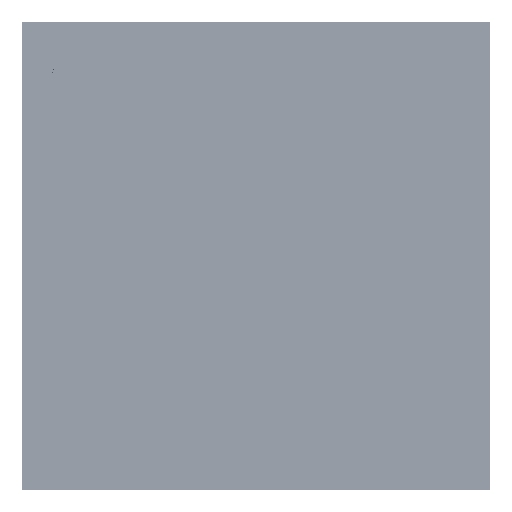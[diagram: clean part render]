
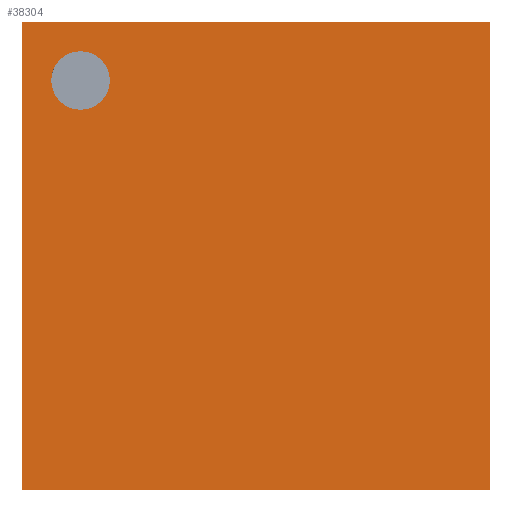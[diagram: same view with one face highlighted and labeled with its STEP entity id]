
A CAD part, top view. The second image highlights one B-rep face of the part: STEP entity #38304.
In plain terms, the highlighted planar face has unit normal (0, 0, 1).
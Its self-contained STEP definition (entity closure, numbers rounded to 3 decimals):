
#38115 = VERTEX_POINT('',#38116);
#38116 = CARTESIAN_POINT('',(-11.5,-11.5,1.89));
#38123 = PLANE('',#38124);
#38124 = AXIS2_PLACEMENT_3D('',#38125,#38126,#38127);
#38125 = CARTESIAN_POINT('',(-11.5,-11.5,0.36));
#38126 = DIRECTION('',(1.,0.,0.));
#38127 = DIRECTION('',(0.,0.,1.));
#38135 = PLANE('',#38136);
#38136 = AXIS2_PLACEMENT_3D('',#38137,#38138,#38139);
#38137 = CARTESIAN_POINT('',(-11.5,-11.5,0.36));
#38138 = DIRECTION('',(0.,1.,0.));
#38139 = DIRECTION('',(0.,0.,1.));
#38176 = VERTEX_POINT('',#38177);
#38177 = CARTESIAN_POINT('',(-11.5,11.5,1.89));
#38191 = PLANE('',#38192);
#38192 = AXIS2_PLACEMENT_3D('',#38193,#38194,#38195);
#38193 = CARTESIAN_POINT('',(-11.5,11.5,0.36));
#38194 = DIRECTION('',(0.,1.,0.));
#38195 = DIRECTION('',(0.,0.,1.));
#38203 = EDGE_CURVE('',#38115,#38176,#38204,.T.);
#38204 = SURFACE_CURVE('',#38205,(#38209,#38216),.PCURVE_S1.);
#38205 = LINE('',#38206,#38207);
#38206 = CARTESIAN_POINT('',(-11.5,-11.5,1.89));
#38207 = VECTOR('',#38208,1.);
#38208 = DIRECTION('',(0.,1.,0.));
#38209 = PCURVE('',#38123,#38210);
#38210 = DEFINITIONAL_REPRESENTATION('',(#38211),#38215);
#38211 = LINE('',#38212,#38213);
#38212 = CARTESIAN_POINT('',(1.53,0.));
#38213 = VECTOR('',#38214,1.);
#38214 = DIRECTION('',(0.,-1.));
#38215 = ( GEOMETRIC_REPRESENTATION_CONTEXT(2) 
PARAMETRIC_REPRESENTATION_CONTEXT() REPRESENTATION_CONTEXT('2D SPACE',''
  ) );
#38216 = PCURVE('',#38217,#38222);
#38217 = PLANE('',#38218);
#38218 = AXIS2_PLACEMENT_3D('',#38219,#38220,#38221);
#38219 = CARTESIAN_POINT('',(-11.5,-11.5,1.89));
#38220 = DIRECTION('',(0.,0.,1.));
#38221 = DIRECTION('',(1.,0.,0.));
#38222 = DEFINITIONAL_REPRESENTATION('',(#38223),#38227);
#38223 = LINE('',#38224,#38225);
#38224 = CARTESIAN_POINT('',(0.,0.));
#38225 = VECTOR('',#38226,1.);
#38226 = DIRECTION('',(0.,1.));
#38227 = ( GEOMETRIC_REPRESENTATION_CONTEXT(2) 
PARAMETRIC_REPRESENTATION_CONTEXT() REPRESENTATION_CONTEXT('2D SPACE',''
  ) );
#38256 = EDGE_CURVE('',#38115,#38257,#38259,.T.);
#38257 = VERTEX_POINT('',#38258);
#38258 = CARTESIAN_POINT('',(11.5,-11.5,1.89));
#38259 = SURFACE_CURVE('',#38260,(#38264,#38271),.PCURVE_S1.);
#38260 = LINE('',#38261,#38262);
#38261 = CARTESIAN_POINT('',(-11.5,-11.5,1.89));
#38262 = VECTOR('',#38263,1.);
#38263 = DIRECTION('',(1.,0.,0.));
#38264 = PCURVE('',#38135,#38265);
#38265 = DEFINITIONAL_REPRESENTATION('',(#38266),#38270);
#38266 = LINE('',#38267,#38268);
#38267 = CARTESIAN_POINT('',(1.53,0.));
#38268 = VECTOR('',#38269,1.);
#38269 = DIRECTION('',(0.,1.));
#38270 = ( GEOMETRIC_REPRESENTATION_CONTEXT(2) 
PARAMETRIC_REPRESENTATION_CONTEXT() REPRESENTATION_CONTEXT('2D SPACE',''
  ) );
#38271 = PCURVE('',#38217,#38272);
#38272 = DEFINITIONAL_REPRESENTATION('',(#38273),#38277);
#38273 = LINE('',#38274,#38275);
#38274 = CARTESIAN_POINT('',(0.,0.));
#38275 = VECTOR('',#38276,1.);
#38276 = DIRECTION('',(1.,0.));
#38277 = ( GEOMETRIC_REPRESENTATION_CONTEXT(2) 
PARAMETRIC_REPRESENTATION_CONTEXT() REPRESENTATION_CONTEXT('2D SPACE',''
  ) );
#38293 = PLANE('',#38294);
#38294 = AXIS2_PLACEMENT_3D('',#38295,#38296,#38297);
#38295 = CARTESIAN_POINT('',(11.5,-11.5,0.36));
#38296 = DIRECTION('',(1.,0.,0.));
#38297 = DIRECTION('',(0.,0.,1.));
#38304 = ADVANCED_FACE('',(#38305,#38353),#38217,.T.);
#38305 = FACE_BOUND('',#38306,.T.);
#38306 = EDGE_LOOP('',(#38307,#38308,#38309,#38332));
#38307 = ORIENTED_EDGE('',*,*,#38203,.F.);
#38308 = ORIENTED_EDGE('',*,*,#38256,.T.);
#38309 = ORIENTED_EDGE('',*,*,#38310,.T.);
#38310 = EDGE_CURVE('',#38257,#38311,#38313,.T.);
#38311 = VERTEX_POINT('',#38312);
#38312 = CARTESIAN_POINT('',(11.5,11.5,1.89));
#38313 = SURFACE_CURVE('',#38314,(#38318,#38325),.PCURVE_S1.);
#38314 = LINE('',#38315,#38316);
#38315 = CARTESIAN_POINT('',(11.5,-11.5,1.89));
#38316 = VECTOR('',#38317,1.);
#38317 = DIRECTION('',(0.,1.,0.));
#38318 = PCURVE('',#38217,#38319);
#38319 = DEFINITIONAL_REPRESENTATION('',(#38320),#38324);
#38320 = LINE('',#38321,#38322);
#38321 = CARTESIAN_POINT('',(23.,0.));
#38322 = VECTOR('',#38323,1.);
#38323 = DIRECTION('',(0.,1.));
#38324 = ( GEOMETRIC_REPRESENTATION_CONTEXT(2) 
PARAMETRIC_REPRESENTATION_CONTEXT() REPRESENTATION_CONTEXT('2D SPACE',''
  ) );
#38325 = PCURVE('',#38293,#38326);
#38326 = DEFINITIONAL_REPRESENTATION('',(#38327),#38331);
#38327 = LINE('',#38328,#38329);
#38328 = CARTESIAN_POINT('',(1.53,0.));
#38329 = VECTOR('',#38330,1.);
#38330 = DIRECTION('',(0.,-1.));
#38331 = ( GEOMETRIC_REPRESENTATION_CONTEXT(2) 
PARAMETRIC_REPRESENTATION_CONTEXT() REPRESENTATION_CONTEXT('2D SPACE',''
  ) );
#38332 = ORIENTED_EDGE('',*,*,#38333,.F.);
#38333 = EDGE_CURVE('',#38176,#38311,#38334,.T.);
#38334 = SURFACE_CURVE('',#38335,(#38339,#38346),.PCURVE_S1.);
#38335 = LINE('',#38336,#38337);
#38336 = CARTESIAN_POINT('',(-11.5,11.5,1.89));
#38337 = VECTOR('',#38338,1.);
#38338 = DIRECTION('',(1.,0.,0.));
#38339 = PCURVE('',#38217,#38340);
#38340 = DEFINITIONAL_REPRESENTATION('',(#38341),#38345);
#38341 = LINE('',#38342,#38343);
#38342 = CARTESIAN_POINT('',(0.,23.));
#38343 = VECTOR('',#38344,1.);
#38344 = DIRECTION('',(1.,0.));
#38345 = ( GEOMETRIC_REPRESENTATION_CONTEXT(2) 
PARAMETRIC_REPRESENTATION_CONTEXT() REPRESENTATION_CONTEXT('2D SPACE',''
  ) );
#38346 = PCURVE('',#38191,#38347);
#38347 = DEFINITIONAL_REPRESENTATION('',(#38348),#38352);
#38348 = LINE('',#38349,#38350);
#38349 = CARTESIAN_POINT('',(1.53,0.));
#38350 = VECTOR('',#38351,1.);
#38351 = DIRECTION('',(0.,1.));
#38352 = ( GEOMETRIC_REPRESENTATION_CONTEXT(2) 
PARAMETRIC_REPRESENTATION_CONTEXT() REPRESENTATION_CONTEXT('2D SPACE',''
  ) );
#38353 = FACE_BOUND('',#38354,.T.);
#38354 = EDGE_LOOP('',(#38355));
#38355 = ORIENTED_EDGE('',*,*,#38356,.F.);
#38356 = EDGE_CURVE('',#38357,#38357,#38359,.T.);
#38357 = VERTEX_POINT('',#38358);
#38358 = CARTESIAN_POINT('',(-7.188,8.625,1.89));
#38359 = SURFACE_CURVE('',#38360,(#38365,#38372),.PCURVE_S1.);
#38360 = CIRCLE('',#38361,1.438);
#38361 = AXIS2_PLACEMENT_3D('',#38362,#38363,#38364);
#38362 = CARTESIAN_POINT('',(-8.625,8.625,1.89));
#38363 = DIRECTION('',(0.,0.,1.));
#38364 = DIRECTION('',(1.,0.,0.));
#38365 = PCURVE('',#38217,#38366);
#38366 = DEFINITIONAL_REPRESENTATION('',(#38367),#38371);
#38367 = CIRCLE('',#38368,1.438);
#38368 = AXIS2_PLACEMENT_2D('',#38369,#38370);
#38369 = CARTESIAN_POINT('',(2.875,20.125));
#38370 = DIRECTION('',(1.,0.));
#38371 = ( GEOMETRIC_REPRESENTATION_CONTEXT(2) 
PARAMETRIC_REPRESENTATION_CONTEXT() REPRESENTATION_CONTEXT('2D SPACE',''
  ) );
#38372 = PCURVE('',#38373,#38378);
#38373 = CYLINDRICAL_SURFACE('',#38374,1.438);
#38374 = AXIS2_PLACEMENT_3D('',#38375,#38376,#38377);
#38375 = CARTESIAN_POINT('',(-8.625,8.625,1.701));
#38376 = DIRECTION('',(0.,0.,1.));
#38377 = DIRECTION('',(1.,0.,0.));
#38378 = DEFINITIONAL_REPRESENTATION('',(#38379),#38383);
#38379 = LINE('',#38380,#38381);
#38380 = CARTESIAN_POINT('',(0.,0.189));
#38381 = VECTOR('',#38382,1.);
#38382 = DIRECTION('',(1.,0.));
#38383 = ( GEOMETRIC_REPRESENTATION_CONTEXT(2) 
PARAMETRIC_REPRESENTATION_CONTEXT() REPRESENTATION_CONTEXT('2D SPACE',''
  ) );
